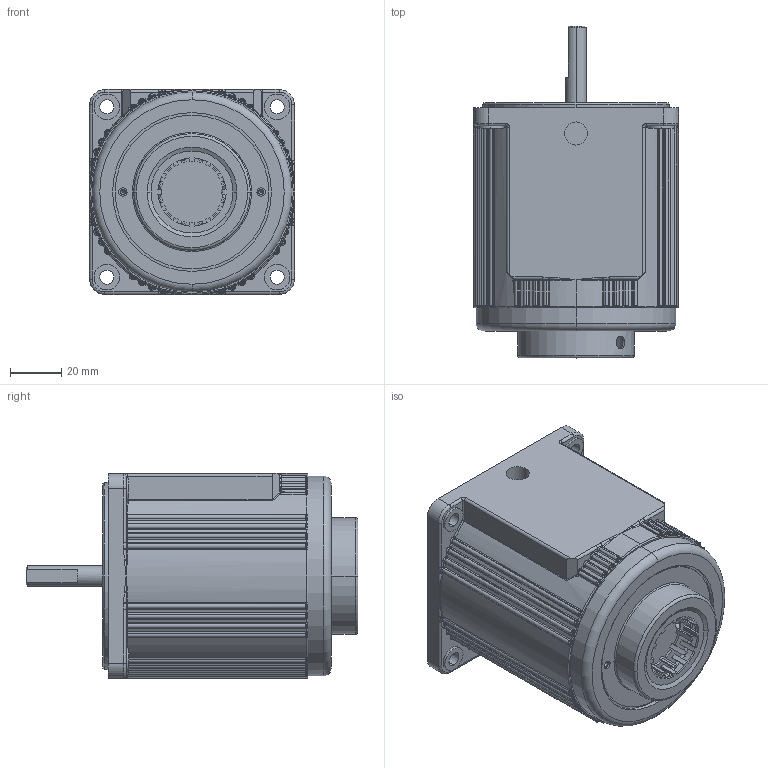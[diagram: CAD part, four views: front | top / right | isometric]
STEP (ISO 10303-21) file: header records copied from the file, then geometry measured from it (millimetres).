
FILE_DESCRIPTION (( 'STEP AP203' ), '1' );
FILE_NAME ('4IK25RA.STEP', '2020-01-08T05:43:12', ( 'Sky123.Org' ), ( 'Sky123.Org' ), 'SwSTEP 2.0', 'SolidWorks 2014', '' );
FILE_SCHEMA (( 'CONFIG_CONTROL_DESIGN' ));
Length unit declared in the file: millimetre
Products named in the file (5): 测速线圈外壳2; 测速线圈总成; 4IK25RA; 4IK25A; 测速线圈外壳
Assembly tree (4 placements, depth 3):
  4IK25RA
    4IK25A
    测速线圈总成
      测速线圈外壳
      测速线圈外壳2
Bounding box: 80 x 129.5 x 80 mm (x, y, z)
Volume: 466960.6 mm3; surface area: 52056.9 mm2
Topology: 3 solids, 3 shells, 907 faces, 2267 edges, 1325 vertices
Faces by surface type: cylinder 300, torus 196, bspline 191, plane 126, sphere 57, cone 37
Entity records: 33714 total; most frequent: CARTESIAN_POINT 12706, ORIENTED_EDGE 4396, DIRECTION 4375, EDGE_CURVE 2198, AXIS2_PLACEMENT_3D 1889, VERTEX_POINT 1323, CIRCLE 1165, EDGE_LOOP 953
